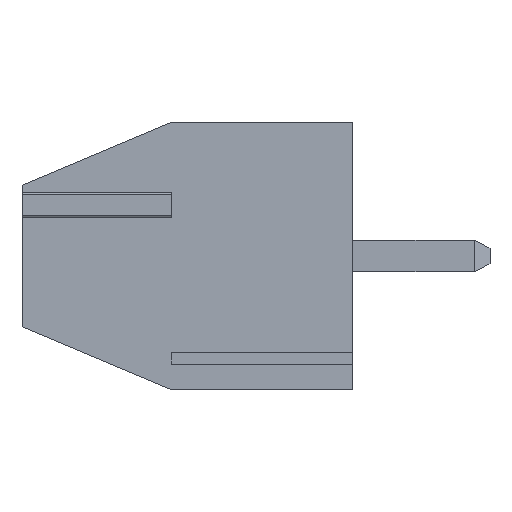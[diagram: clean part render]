
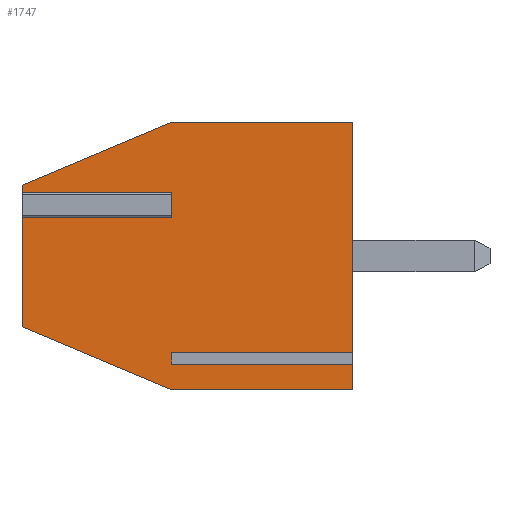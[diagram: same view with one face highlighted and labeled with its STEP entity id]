
A CAD part, left-side view. The second image highlights one B-rep face of the part: STEP entity #1747.
In plain terms, the highlighted planar face has unit normal (-1, 0, 0).
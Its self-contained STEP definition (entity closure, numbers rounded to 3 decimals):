
#65 = CARTESIAN_POINT ( 'NONE',  ( -3.5, 4.6, 1.45 ) ) ;
#106 = DIRECTION ( 'NONE',  ( 0., 1., 0. ) ) ;
#117 = CARTESIAN_POINT ( 'NONE',  ( -3.5, 5.353, -2.75 ) ) ;
#375 = CARTESIAN_POINT ( 'NONE',  ( -3.5, 8.4, -3.4 ) ) ;
#436 = CARTESIAN_POINT ( 'NONE',  ( -3.5, 0., 3.4 ) ) ;
#461 = VERTEX_POINT ( 'NONE', #4734 ) ;
#476 = FACE_OUTER_BOUND ( 'NONE', #4700, .T. ) ;
#595 = CARTESIAN_POINT ( 'NONE',  ( -3.5, 4.6, -2.45 ) ) ;
#684 = ORIENTED_EDGE ( 'NONE', *, *, #7510, .T. ) ;
#789 = EDGE_CURVE ( 'NONE', #461, #5848, #6909, .T. ) ;
#797 = CARTESIAN_POINT ( 'NONE',  ( -3.5, 8.4, 1.8 ) ) ;
#860 = ORIENTED_EDGE ( 'NONE', *, *, #1092, .F. ) ;
#1092 = EDGE_CURVE ( 'NONE', #3118, #6840, #3499, .T. ) ;
#1105 = VECTOR ( 'NONE', #4963, 1000. ) ;
#1147 = VECTOR ( 'NONE', #1294, 1000. ) ;
#1179 = DIRECTION ( 'NONE',  ( 0., 0., 1. ) ) ;
#1213 = DIRECTION ( 'NONE',  ( 0., 0., 1. ) ) ;
#1222 = LINE ( 'NONE', #2414, #7491 ) ;
#1260 = DIRECTION ( 'NONE',  ( 0., 0.922, -0.388 ) ) ;
#1287 = VERTEX_POINT ( 'NONE', #5240 ) ;
#1294 = DIRECTION ( 'NONE',  ( 0., -0.922, -0.388 ) ) ;
#1310 = CARTESIAN_POINT ( 'NONE',  ( -3.5, 8.4, 3.4 ) ) ;
#1420 = VECTOR ( 'NONE', #2810, 1000. ) ;
#1601 = PLANE ( 'NONE',  #2246 ) ;
#1675 = VECTOR ( 'NONE', #1179, 1000. ) ;
#1747 = ADVANCED_FACE ( 'NONE', ( #476 ), #1601, .F. ) ;
#1770 = ORIENTED_EDGE ( 'NONE', *, *, #1837, .T. ) ;
#1837 = EDGE_CURVE ( 'NONE', #3118, #6242, #1222, .T. ) ;
#1945 = EDGE_CURVE ( 'NONE', #4579, #7688, #3234, .T. ) ;
#1953 = LINE ( 'NONE', #65, #3924 ) ;
#1962 = ORIENTED_EDGE ( 'NONE', *, *, #1945, .F. ) ;
#1963 = DIRECTION ( 'NONE',  ( 0., 0., -1. ) ) ;
#2003 = DIRECTION ( 'NONE',  ( 0., 1., 0. ) ) ;
#2171 = LINE ( 'NONE', #5349, #2540 ) ;
#2185 = ORIENTED_EDGE ( 'NONE', *, *, #7007, .T. ) ;
#2246 = AXIS2_PLACEMENT_3D ( 'NONE', #5551, #6304, #1963 ) ;
#2262 = EDGE_CURVE ( 'NONE', #461, #6963, #4300, .T. ) ;
#2414 = CARTESIAN_POINT ( 'NONE',  ( -3.5, 8.4, 1.8 ) ) ;
#2420 = CARTESIAN_POINT ( 'NONE',  ( -3.5, 4.6, -3.4 ) ) ;
#2452 = EDGE_CURVE ( 'NONE', #5249, #4004, #1953, .T. ) ;
#2540 = VECTOR ( 'NONE', #3413, 1000. ) ;
#2623 = ORIENTED_EDGE ( 'NONE', *, *, #4441, .F. ) ;
#2651 = CARTESIAN_POINT ( 'NONE',  ( -3.5, 4.6, 1.15 ) ) ;
#2652 = CARTESIAN_POINT ( 'NONE',  ( -3.5, 8.4, -1.8 ) ) ;
#2756 = ORIENTED_EDGE ( 'NONE', *, *, #4391, .F. ) ;
#2777 = VECTOR ( 'NONE', #3613, 1000. ) ;
#2810 = DIRECTION ( 'NONE',  ( 0., -1., 0. ) ) ;
#2880 = ORIENTED_EDGE ( 'NONE', *, *, #2262, .F. ) ;
#3118 = VERTEX_POINT ( 'NONE', #7250 ) ;
#3234 = LINE ( 'NONE', #117, #7235 ) ;
#3413 = DIRECTION ( 'NONE',  ( 0., 0., -1. ) ) ;
#3482 = EDGE_CURVE ( 'NONE', #7131, #1287, #4922, .T. ) ;
#3499 = LINE ( 'NONE', #7433, #7840 ) ;
#3584 = DIRECTION ( 'NONE',  ( 0., -1., 0. ) ) ;
#3613 = DIRECTION ( 'NONE',  ( 0., 0., 1. ) ) ;
#3731 = LINE ( 'NONE', #595, #7781 ) ;
#3924 = VECTOR ( 'NONE', #106, 1000. ) ;
#4004 = VERTEX_POINT ( 'NONE', #4387 ) ;
#4016 = VERTEX_POINT ( 'NONE', #6402 ) ;
#4187 = EDGE_CURVE ( 'NONE', #5249, #7333, #2171, .T. ) ;
#4300 = LINE ( 'NONE', #4795, #2777 ) ;
#4387 = CARTESIAN_POINT ( 'NONE',  ( -3.5, 8.4, 1.45 ) ) ;
#4391 = EDGE_CURVE ( 'NONE', #4004, #6242, #7675, .T. ) ;
#4441 = EDGE_CURVE ( 'NONE', #7131, #4579, #3731, .T. ) ;
#4508 = DIRECTION ( 'NONE',  ( 0., -1., 0. ) ) ;
#4579 = VERTEX_POINT ( 'NONE', #5184 ) ;
#4700 = EDGE_LOOP ( 'NONE', ( #7025, #1962, #2623, #5470, #7112, #860, #1770, #2756, #6225, #7382, #2185, #2880, #5323, #684 ) ) ;
#4734 = CARTESIAN_POINT ( 'NONE',  ( -3.5, 8.4, -1.8 ) ) ;
#4795 = CARTESIAN_POINT ( 'NONE',  ( -3.5, 8.4, 3.4 ) ) ;
#4809 = VECTOR ( 'NONE', #2003, 1000. ) ;
#4900 = VECTOR ( 'NONE', #6837, 1000. ) ;
#4922 = LINE ( 'NONE', #8008, #1105 ) ;
#4963 = DIRECTION ( 'NONE',  ( 0., -1., 0. ) ) ;
#5011 = CARTESIAN_POINT ( 'NONE',  ( -3.5, 0., 3.4 ) ) ;
#5102 = CARTESIAN_POINT ( 'NONE',  ( -3.5, 4.6, 1.15 ) ) ;
#5184 = CARTESIAN_POINT ( 'NONE',  ( -3.5, 4.6, -2.75 ) ) ;
#5218 = LINE ( 'NONE', #5102, #4809 ) ;
#5240 = CARTESIAN_POINT ( 'NONE',  ( -3.5, 0., -2.45 ) ) ;
#5249 = VERTEX_POINT ( 'NONE', #7980 ) ;
#5323 = ORIENTED_EDGE ( 'NONE', *, *, #789, .T. ) ;
#5349 = CARTESIAN_POINT ( 'NONE',  ( -3.5, 4.6, 1.45 ) ) ;
#5470 = ORIENTED_EDGE ( 'NONE', *, *, #3482, .T. ) ;
#5500 = LINE ( 'NONE', #5011, #7311 ) ;
#5531 = CARTESIAN_POINT ( 'NONE',  ( -3.5, 0., -2.75 ) ) ;
#5551 = CARTESIAN_POINT ( 'NONE',  ( -3.5, 8.4, 3.4 ) ) ;
#5848 = VERTEX_POINT ( 'NONE', #2420 ) ;
#5879 = CARTESIAN_POINT ( 'NONE',  ( -3.5, 8.4, 1.15 ) ) ;
#6225 = ORIENTED_EDGE ( 'NONE', *, *, #2452, .F. ) ;
#6242 = VERTEX_POINT ( 'NONE', #797 ) ;
#6255 = LINE ( 'NONE', #6959, #1675 ) ;
#6304 = DIRECTION ( 'NONE',  ( 1., 0., 0. ) ) ;
#6402 = CARTESIAN_POINT ( 'NONE',  ( -3.5, 0., -3.4 ) ) ;
#6706 = CARTESIAN_POINT ( 'NONE',  ( -3.5, 4.6, -2.45 ) ) ;
#6837 = DIRECTION ( 'NONE',  ( 0., 0., 1. ) ) ;
#6840 = VERTEX_POINT ( 'NONE', #436 ) ;
#6905 = EDGE_CURVE ( 'NONE', #1287, #6840, #6255, .T. ) ;
#6909 = LINE ( 'NONE', #2652, #1147 ) ;
#6959 = CARTESIAN_POINT ( 'NONE',  ( -3.5, 0., 3.4 ) ) ;
#6963 = VERTEX_POINT ( 'NONE', #5879 ) ;
#7007 = EDGE_CURVE ( 'NONE', #7333, #6963, #5218, .T. ) ;
#7025 = ORIENTED_EDGE ( 'NONE', *, *, #7262, .T. ) ;
#7112 = ORIENTED_EDGE ( 'NONE', *, *, #6905, .T. ) ;
#7131 = VERTEX_POINT ( 'NONE', #6706 ) ;
#7235 = VECTOR ( 'NONE', #4508, 1000. ) ;
#7250 = CARTESIAN_POINT ( 'NONE',  ( -3.5, 4.6, 3.4 ) ) ;
#7262 = EDGE_CURVE ( 'NONE', #4016, #7688, #5500, .T. ) ;
#7311 = VECTOR ( 'NONE', #1213, 1000. ) ;
#7333 = VERTEX_POINT ( 'NONE', #2651 ) ;
#7382 = ORIENTED_EDGE ( 'NONE', *, *, #4187, .T. ) ;
#7433 = CARTESIAN_POINT ( 'NONE',  ( -3.5, 8.4, 3.4 ) ) ;
#7491 = VECTOR ( 'NONE', #1260, 1000. ) ;
#7510 = EDGE_CURVE ( 'NONE', #5848, #4016, #7734, .T. ) ;
#7593 = DIRECTION ( 'NONE',  ( 0., 0., -1. ) ) ;
#7675 = LINE ( 'NONE', #1310, #4900 ) ;
#7688 = VERTEX_POINT ( 'NONE', #5531 ) ;
#7734 = LINE ( 'NONE', #375, #1420 ) ;
#7781 = VECTOR ( 'NONE', #7593, 1000. ) ;
#7840 = VECTOR ( 'NONE', #3584, 1000. ) ;
#7980 = CARTESIAN_POINT ( 'NONE',  ( -3.5, 4.6, 1.45 ) ) ;
#8008 = CARTESIAN_POINT ( 'NONE',  ( -3.5, 5.353, -2.45 ) ) ;
